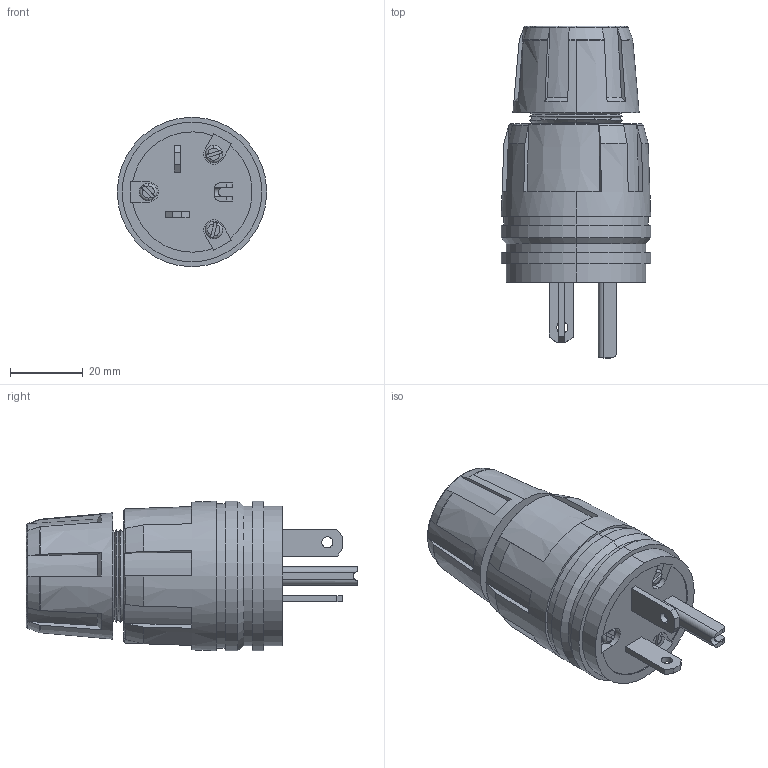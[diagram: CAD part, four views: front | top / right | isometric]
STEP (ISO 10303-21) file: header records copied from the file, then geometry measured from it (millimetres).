
FILE_DESCRIPTION (( 'STEP AP214' ), '1' );
FILE_NAME ('14W33BRY.STEP', '2014-06-19T13:51:09', ( '' ), ( '' ), 'SwSTEP 2.0', 'SolidWorks 2013', '' );
FILE_SCHEMA (( 'AUTOMOTIVE_DESIGN' ));
Length unit declared in the file: inch
Products named in the file (1): 14W33BRY
Bounding box: 41.02 x 91.11 x 41.02 mm (x, y, z)
Volume: 68386.1 mm3; surface area: 14887.5 mm2
Topology: 1 solids, 1 shells, 206 faces, 530 edges, 342 vertices
Faces by surface type: plane 93, cone 55, cylinder 41, torus 17
Entity records: 8150 total; most frequent: CARTESIAN_POINT 1199, DIRECTION 1141, ORIENTED_EDGE 1060, EDGE_CURVE 530, AXIS2_PLACEMENT_3D 430, VERTEX_POINT 342, VECTOR 281, LINE 281
